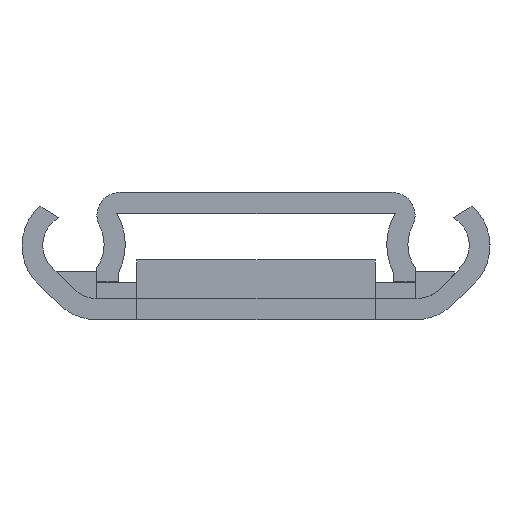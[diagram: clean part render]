
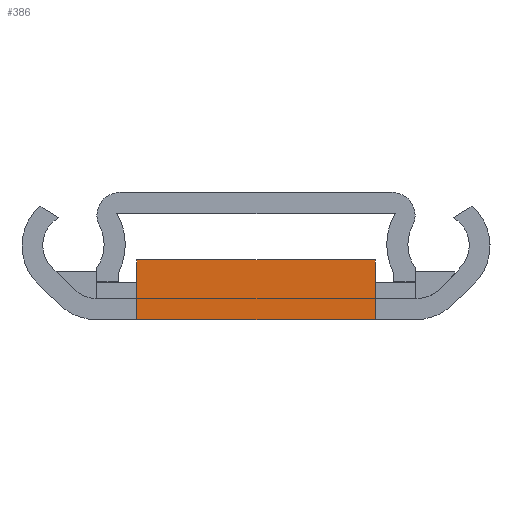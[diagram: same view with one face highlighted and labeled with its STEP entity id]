
A CAD part, left-side view. The second image highlights one B-rep face of the part: STEP entity #386.
In plain terms, the highlighted face is planar.
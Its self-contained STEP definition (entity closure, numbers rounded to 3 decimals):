
#141 = CARTESIAN_POINT ( 'NONE',  ( 1.6, 9., -175.4 ) ) ;
#178 = CARTESIAN_POINT ( 'NONE',  ( 4.5, 9., -175.4 ) ) ;
#283 = CARTESIAN_POINT ( 'NONE',  ( 0., 9., -175.4 ) ) ;
#312 = VERTEX_POINT ( 'NONE', #283 ) ;
#383 = CARTESIAN_POINT ( 'NONE',  ( 0., -9., -175.4 ) ) ;
#386 = ADVANCED_FACE ( 'NONE', ( #2144 ), #3373, .F. ) ;
#427 = LINE ( 'NONE', #4148, #3068 ) ;
#449 = CARTESIAN_POINT ( 'NONE',  ( 4.5, -9., -175.4 ) ) ;
#452 = AXIS2_PLACEMENT_3D ( 'NONE', #919, #3281, #3057 ) ;
#460 = DIRECTION ( 'NONE',  ( 0., 1., 0. ) ) ;
#799 = ORIENTED_EDGE ( 'NONE', *, *, #1907, .F. ) ;
#899 = CARTESIAN_POINT ( 'NONE',  ( 4.5, 9., -175.4 ) ) ;
#919 = CARTESIAN_POINT ( 'NONE',  ( 0., 9., -175.4 ) ) ;
#1088 = ORIENTED_EDGE ( 'NONE', *, *, #3573, .T. ) ;
#1142 = LINE ( 'NONE', #3569, #3672 ) ;
#1183 = VECTOR ( 'NONE', #2759, 1000. ) ;
#1244 = LINE ( 'NONE', #3251, #3008 ) ;
#1299 = EDGE_CURVE ( 'NONE', #1818, #3290, #1495, .T. ) ;
#1322 = LINE ( 'NONE', #899, #3382 ) ;
#1495 = LINE ( 'NONE', #2661, #1183 ) ;
#1604 = ORIENTED_EDGE ( 'NONE', *, *, #2925, .T. ) ;
#1653 = ORIENTED_EDGE ( 'NONE', *, *, #3847, .F. ) ;
#1752 = VERTEX_POINT ( 'NONE', #383 ) ;
#1818 = VERTEX_POINT ( 'NONE', #178 ) ;
#1871 = ORIENTED_EDGE ( 'NONE', *, *, #2049, .F. ) ;
#1907 = EDGE_CURVE ( 'NONE', #312, #1752, #3178, .T. ) ;
#2049 = EDGE_CURVE ( 'NONE', #3667, #1818, #1322, .T. ) ;
#2144 = FACE_OUTER_BOUND ( 'NONE', #4139, .T. ) ;
#2182 = VECTOR ( 'NONE', #2340, 1000. ) ;
#2340 = DIRECTION ( 'NONE',  ( 0., -1., 0. ) ) ;
#2661 = CARTESIAN_POINT ( 'NONE',  ( 4.5, 9., -175.4 ) ) ;
#2759 = DIRECTION ( 'NONE',  ( -1., 0., 0. ) ) ;
#2766 = CARTESIAN_POINT ( 'NONE',  ( 0., 9., -175.4 ) ) ;
#2833 = DIRECTION ( 'NONE',  ( -1., 0., 0. ) ) ;
#2925 = EDGE_CURVE ( 'NONE', #3667, #3121, #1244, .T. ) ;
#2981 = CARTESIAN_POINT ( 'NONE',  ( 1.6, -9., -175.4 ) ) ;
#3008 = VECTOR ( 'NONE', #2833, 1000. ) ;
#3057 = DIRECTION ( 'NONE',  ( 1., 0., 0. ) ) ;
#3068 = VECTOR ( 'NONE', #3725, 1000. ) ;
#3121 = VERTEX_POINT ( 'NONE', #2981 ) ;
#3144 = DIRECTION ( 'NONE',  ( 1., 0., 0. ) ) ;
#3178 = LINE ( 'NONE', #2766, #2182 ) ;
#3186 = ORIENTED_EDGE ( 'NONE', *, *, #1299, .F. ) ;
#3251 = CARTESIAN_POINT ( 'NONE',  ( 4.5, -9., -175.4 ) ) ;
#3281 = DIRECTION ( 'NONE',  ( 0., 0., 1. ) ) ;
#3290 = VERTEX_POINT ( 'NONE', #141 ) ;
#3373 = PLANE ( 'NONE',  #452 ) ;
#3382 = VECTOR ( 'NONE', #460, 1000. ) ;
#3569 = CARTESIAN_POINT ( 'NONE',  ( 0., -9., -175.4 ) ) ;
#3573 = EDGE_CURVE ( 'NONE', #312, #3290, #427, .T. ) ;
#3667 = VERTEX_POINT ( 'NONE', #449 ) ;
#3672 = VECTOR ( 'NONE', #3144, 1000. ) ;
#3725 = DIRECTION ( 'NONE',  ( 1., 0., 0. ) ) ;
#3847 = EDGE_CURVE ( 'NONE', #1752, #3121, #1142, .T. ) ;
#4139 = EDGE_LOOP ( 'NONE', ( #1088, #3186, #1871, #1604, #1653, #799 ) ) ;
#4148 = CARTESIAN_POINT ( 'NONE',  ( 0., 9., -175.4 ) ) ;
